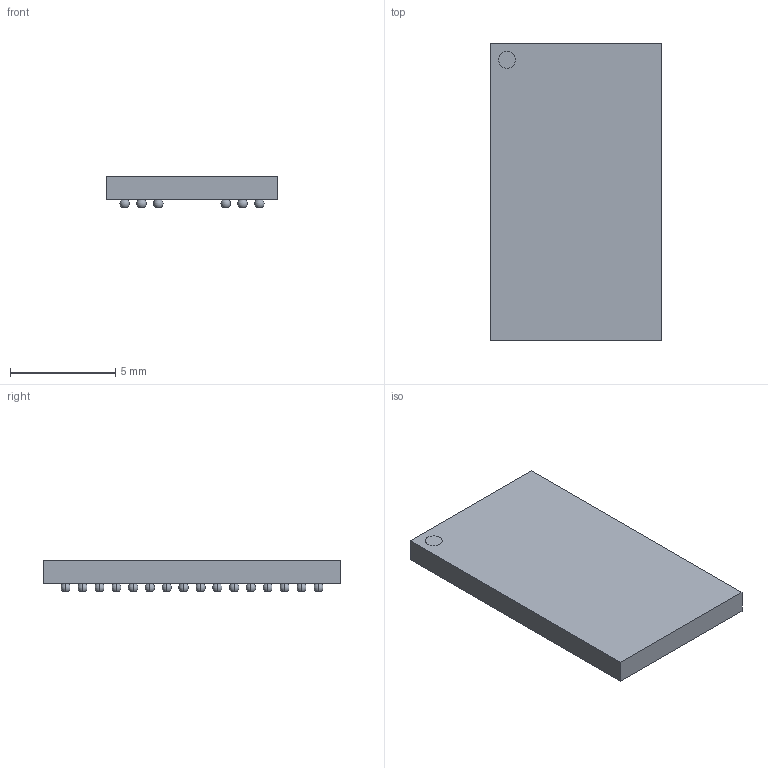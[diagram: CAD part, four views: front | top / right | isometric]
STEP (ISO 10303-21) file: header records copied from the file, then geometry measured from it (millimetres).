
FILE_DESCRIPTION((''),'2;1');
FILE_NAME('BGA96C80P9X16_800X1400X145.stp','2014-10-08T12:11:29',(''),(''),'Mechanical Desktop 2011','Mechanical Desktop 2011',', , ');
FILE_SCHEMA(('AUTOMOTIVE_DESIGN { 1 2 10303 214 1 1 1 1 }'));
Length unit declared in the file: millimetre
Products named in the file (1): Product
Bounding box: 8.15 x 14.15 x 1.45 mm (x, y, z)
Volume: 131.1 mm3; surface area: 340.8 mm2
Topology: 98 solids, 98 shells, 397 faces, 792 edges, 592 vertices
Faces by surface type: plane 201, sphere 192, cylinder 4
Entity records: 11040 total; most frequent: DIRECTION 2364, CARTESIAN_POINT 1782, ORIENTED_EDGE 1584, AXIS2_PLACEMENT_3D 1174, EDGE_CURVE 792, CIRCLE 776, VERTEX_POINT 592, EDGE_LOOP 398
